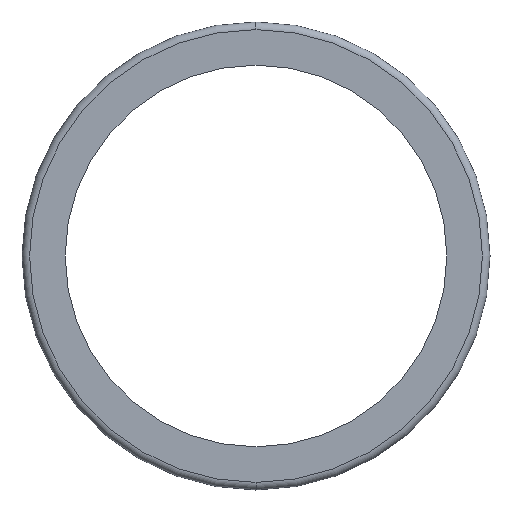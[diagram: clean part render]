
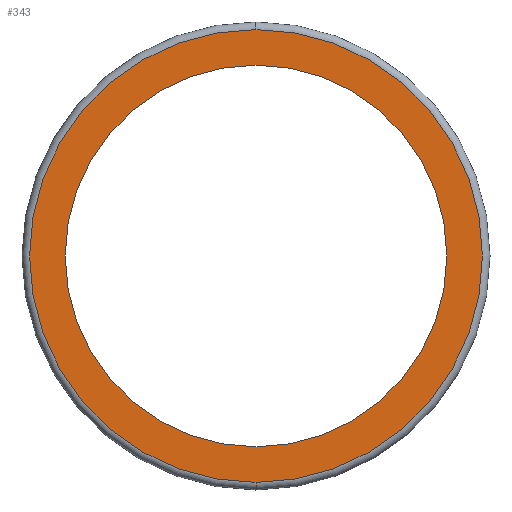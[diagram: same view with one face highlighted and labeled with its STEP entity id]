
A CAD part, left-side view. The second image highlights one B-rep face of the part: STEP entity #343.
In plain terms, the highlighted planar face has unit normal (-1, 0, 0).
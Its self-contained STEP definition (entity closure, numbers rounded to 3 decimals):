
#15 = CARTESIAN_POINT ( 'NONE',  ( -15.5, 0., 0. ) ) ;
#28 = EDGE_CURVE ( 'NONE', #136, #154, #260, .T. ) ;
#37 = DIRECTION ( 'NONE',  ( -1., 0., 0. ) ) ;
#44 = VERTEX_POINT ( 'NONE', #202 ) ;
#47 = ORIENTED_EDGE ( 'NONE', *, *, #180, .T. ) ;
#61 = EDGE_CURVE ( 'NONE', #445, #44, #453, .T. ) ;
#121 = DIRECTION ( 'NONE',  ( 0., 0., -1. ) ) ;
#129 = AXIS2_PLACEMENT_3D ( 'NONE', #257, #153, #121 ) ;
#136 = VERTEX_POINT ( 'NONE', #455 ) ;
#152 = EDGE_LOOP ( 'NONE', ( #430, #302 ) ) ;
#153 = DIRECTION ( 'NONE',  ( 1., 0., 0. ) ) ;
#154 = VERTEX_POINT ( 'NONE', #311 ) ;
#157 = AXIS2_PLACEMENT_3D ( 'NONE', #179, #37, #173 ) ;
#168 = CARTESIAN_POINT ( 'NONE',  ( -15.5, 0., 0. ) ) ;
#173 = DIRECTION ( 'NONE',  ( 0., 0., -1. ) ) ;
#179 = CARTESIAN_POINT ( 'NONE',  ( -15.5, 0., 0. ) ) ;
#180 = EDGE_CURVE ( 'NONE', #154, #136, #379, .T. ) ;
#183 = FACE_OUTER_BOUND ( 'NONE', #341, .T. ) ;
#202 = CARTESIAN_POINT ( 'NONE',  ( -15.5, 0., -53. ) ) ;
#221 = AXIS2_PLACEMENT_3D ( 'NONE', #15, #405, #285 ) ;
#236 = DIRECTION ( 'NONE',  ( 0., 0., -1. ) ) ;
#252 = FACE_BOUND ( 'NONE', #152, .T. ) ;
#257 = CARTESIAN_POINT ( 'NONE',  ( -15.5, 53., 0. ) ) ;
#260 = CIRCLE ( 'NONE', #425, 62.9 ) ;
#277 = EDGE_CURVE ( 'NONE', #44, #445, #374, .T. ) ;
#281 = DIRECTION ( 'NONE',  ( 0., 0., 1. ) ) ;
#285 = DIRECTION ( 'NONE',  ( 0., 0., 1. ) ) ;
#289 = ORIENTED_EDGE ( 'NONE', *, *, #28, .T. ) ;
#292 = PLANE ( 'NONE',  #129 ) ;
#295 = AXIS2_PLACEMENT_3D ( 'NONE', #342, #416, #281 ) ;
#302 = ORIENTED_EDGE ( 'NONE', *, *, #277, .F. ) ;
#311 = CARTESIAN_POINT ( 'NONE',  ( -15.5, 0., 62.9 ) ) ;
#341 = EDGE_LOOP ( 'NONE', ( #289, #47 ) ) ;
#342 = CARTESIAN_POINT ( 'NONE',  ( -15.5, 0., 0. ) ) ;
#343 = ADVANCED_FACE ( 'NONE', ( #183, #252 ), #292, .F. ) ;
#374 = CIRCLE ( 'NONE', #221, 53. ) ;
#379 = CIRCLE ( 'NONE', #157, 62.9 ) ;
#405 = DIRECTION ( 'NONE',  ( -1., 0., 0. ) ) ;
#416 = DIRECTION ( 'NONE',  ( -1., 0., 0. ) ) ;
#425 = AXIS2_PLACEMENT_3D ( 'NONE', #168, #452, #236 ) ;
#430 = ORIENTED_EDGE ( 'NONE', *, *, #61, .F. ) ;
#445 = VERTEX_POINT ( 'NONE', #449 ) ;
#449 = CARTESIAN_POINT ( 'NONE',  ( -15.5, 0., 53. ) ) ;
#452 = DIRECTION ( 'NONE',  ( -1., 0., 0. ) ) ;
#453 = CIRCLE ( 'NONE', #295, 53. ) ;
#455 = CARTESIAN_POINT ( 'NONE',  ( -15.5, 0., -62.9 ) ) ;
